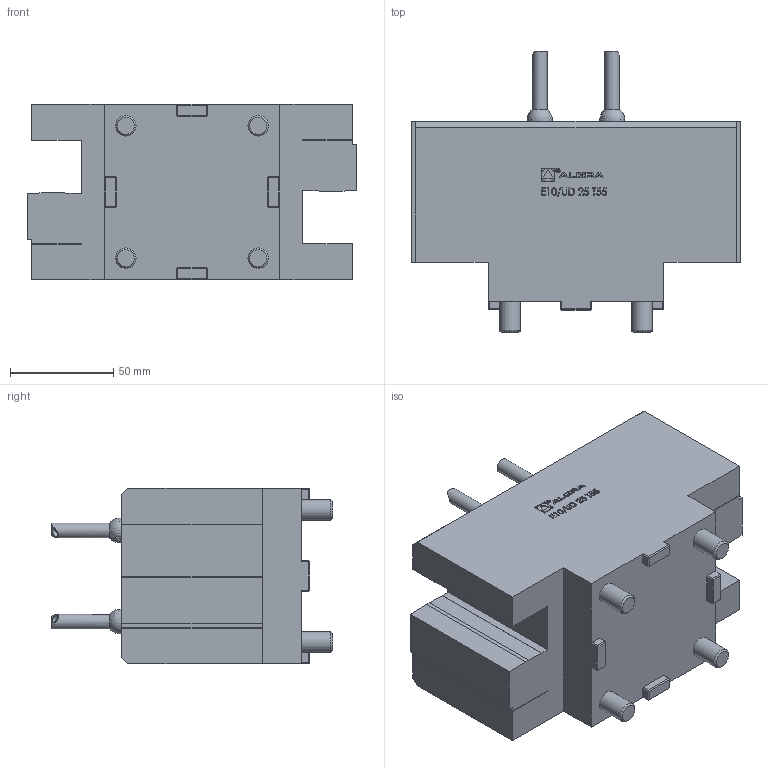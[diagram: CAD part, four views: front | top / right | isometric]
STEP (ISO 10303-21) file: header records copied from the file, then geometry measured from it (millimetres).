
FILE_DESCRIPTION (( 'STEP AP214' ), '1' );
FILE_NAME ('E10UD25T55.STEP', '2025-07-11T12:13:48', ( '' ), ( '' ), 'SwSTEP 2.0', 'SolidWorks 2023', '' );
FILE_SCHEMA (( 'AUTOMOTIVE_DESIGN' ));
Length unit declared in the file: millimetre
Products named in the file (1): E10UD25T55
Bounding box: 158.95 x 136 x 85 mm (x, y, z)
Volume: 966685.8 mm3; surface area: 75353.9 mm2
Topology: 1 solids, 1 shells, 390 faces, 1033 edges, 690 vertices
Faces by surface type: plane 266, bspline 58, cylinder 46, cone 16, sphere 4
Full cylindrical faces by diameter (mm): 1.7 x1, 2.1 x1, 4 x4, 6.366 x1, 7 x4, 10 x4
Entity records: 17883 total; most frequent: CARTESIAN_POINT 6042, ORIENTED_EDGE 1986, DIRECTION 1607, EDGE_CURVE 993, VECTOR 757, LINE 757, VERTEX_POINT 676, EDGE_LOOP 461
